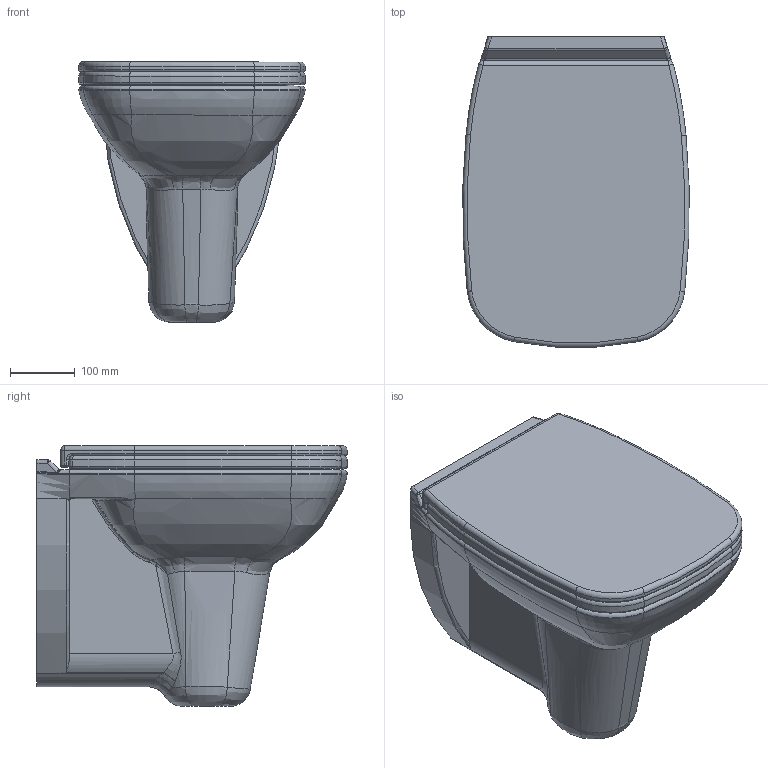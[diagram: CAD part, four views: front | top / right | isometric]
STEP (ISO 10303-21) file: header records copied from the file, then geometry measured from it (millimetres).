
FILE_DESCRIPTION((''),'2;1');
FILE_NAME('221109.stp','2007-11-24T16:06:07',('Huebner'),(''),'Autodesk Inventor 11','Autodesk Inventor 11','');
FILE_SCHEMA(('AUTOMOTIVE_DESIGN { 1 0 10303 214 1 1 1 1 }'));
Length unit declared in the file: millimetre
Products named in the file (4): 221109; Deckel_unten_klein; Deckel_oben_klein
Assembly tree (3 placements, depth 2):
  221109
    221109
    Deckel_unten_klein
    Deckel_oben_klein
Bounding box: 349.43 x 478.94 x 402.35 mm (x, y, z)
Volume: 17525553.3 mm3; surface area: 1321132.9 mm2
Topology: 3 solids, 5 shells, 322 faces, 776 edges, 460 vertices
Faces by surface type: bspline 134, cylinder 79, torus 62, plane 39, sphere 8
Full cylindrical faces by diameter (mm): 12 x2, 15 x4, 21 x4, 41 x1, 55 x1, 88 x1, 102 x1
Entity records: 27905 total; most frequent: CARTESIAN_POINT 21285, ORIENTED_EDGE 1482, DIRECTION 1129, EDGE_CURVE 741, AXIS2_PLACEMENT_3D 515, VERTEX_POINT 458, EDGE_LOOP 361, FACE_OUTER_BOUND 322
